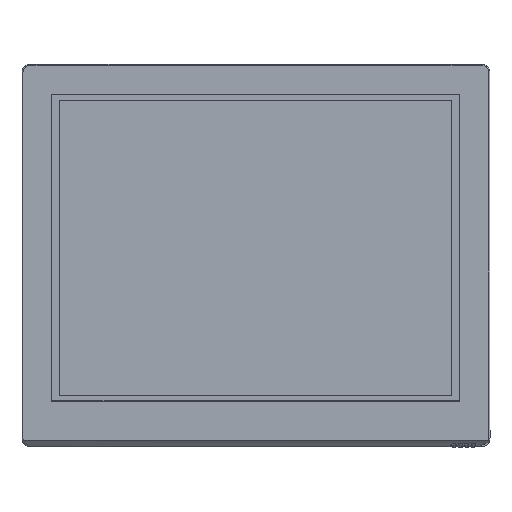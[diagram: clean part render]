
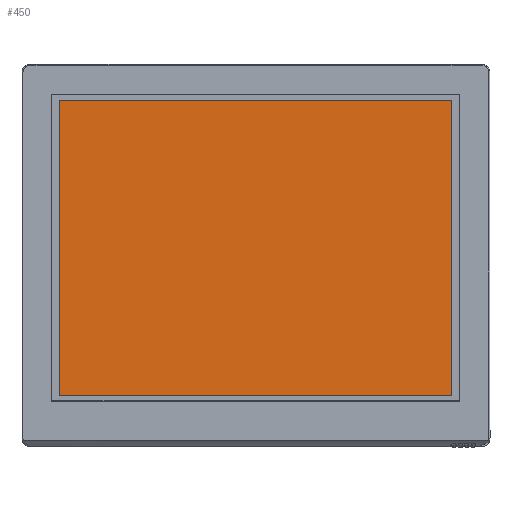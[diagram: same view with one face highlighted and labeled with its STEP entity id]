
A CAD part, top view. The second image highlights one B-rep face of the part: STEP entity #450.
In plain terms, the highlighted planar face has unit normal (0, 0, 1).
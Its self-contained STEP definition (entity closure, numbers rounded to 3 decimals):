
#450=ADVANCED_FACE('',(#945),#8037,.T.);
#945=FACE_OUTER_BOUND('',#1470,.T.);
#1470=EDGE_LOOP('',(#2910,#2911,#2912,#2913));
#2910=ORIENTED_EDGE('',*,*,#4858,.T.);
#2911=ORIENTED_EDGE('',*,*,#4859,.T.);
#2912=ORIENTED_EDGE('',*,*,#4860,.T.);
#2913=ORIENTED_EDGE('',*,*,#4861,.T.);
#4858=EDGE_CURVE('',#7284,#7285,#6313,.T.);
#4859=EDGE_CURVE('',#7285,#7286,#6314,.T.);
#4860=EDGE_CURVE('',#7286,#7287,#6315,.T.);
#4861=EDGE_CURVE('',#7287,#7284,#6316,.T.);
#6313=B_SPLINE_CURVE_WITH_KNOTS('',1,(#14637,#14638),.UNSPECIFIED.,.F.,
 .F.,(2,2),(0.,196.5),.UNSPECIFIED.);
#6314=B_SPLINE_CURVE_WITH_KNOTS('',1,(#14639,#14640),.UNSPECIFIED.,.F.,
 .F.,(2,2),(0.,148.),.UNSPECIFIED.);
#6315=B_SPLINE_CURVE_WITH_KNOTS('',1,(#14641,#14642),.UNSPECIFIED.,.F.,
 .F.,(2,2),(-196.5,0.),.UNSPECIFIED.);
#6316=B_SPLINE_CURVE_WITH_KNOTS('',1,(#14643,#14644),.UNSPECIFIED.,.F.,
 .F.,(2,2),(-148.,0.),.UNSPECIFIED.);
#7284=VERTEX_POINT('',#14633);
#7285=VERTEX_POINT('',#14634);
#7286=VERTEX_POINT('',#14635);
#7287=VERTEX_POINT('',#14636);
#8037=PLANE('',#8411);
#8411=AXIS2_PLACEMENT_3D('',#14632,#8798,$);
#8798=DIRECTION('',(0.,0.,1.));
#14632=CARTESIAN_POINT('',(-98.455,-65.2,12.602));
#14633=CARTESIAN_POINT('',(-98.455,-65.2,12.602));
#14634=CARTESIAN_POINT('',(98.045,-65.2,12.602));
#14635=CARTESIAN_POINT('',(98.045,82.8,12.602));
#14636=CARTESIAN_POINT('',(-98.455,82.8,12.602));
#14637=CARTESIAN_POINT('',(-98.455,-65.2,12.602));
#14638=CARTESIAN_POINT('',(98.045,-65.2,12.602));
#14639=CARTESIAN_POINT('',(98.045,-65.2,12.602));
#14640=CARTESIAN_POINT('',(98.045,82.8,12.602));
#14641=CARTESIAN_POINT('',(98.045,82.8,12.602));
#14642=CARTESIAN_POINT('',(-98.455,82.8,12.602));
#14643=CARTESIAN_POINT('',(-98.455,82.8,12.602));
#14644=CARTESIAN_POINT('',(-98.455,-65.2,12.602));
